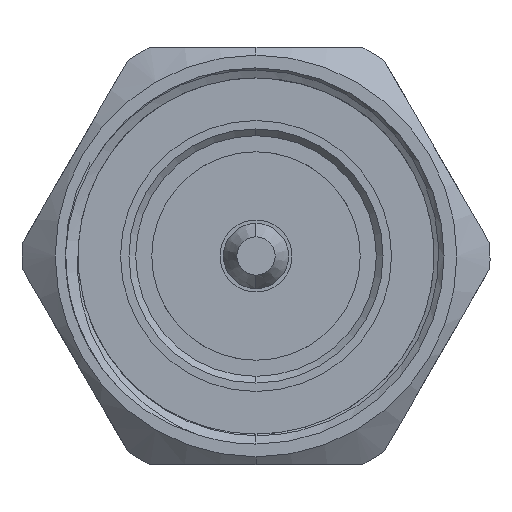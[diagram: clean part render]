
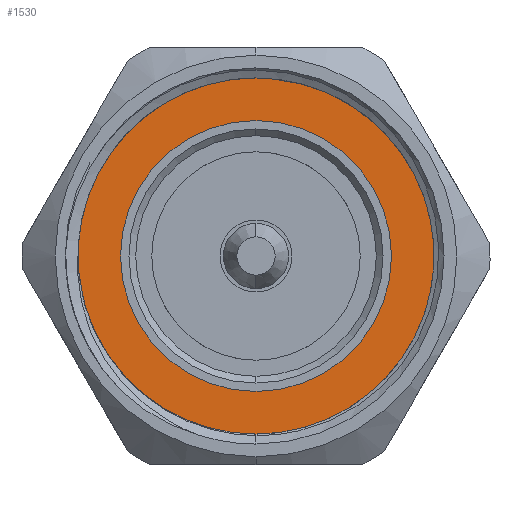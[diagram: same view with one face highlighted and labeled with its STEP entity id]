
A CAD part, left-side view. The second image highlights one B-rep face of the part: STEP entity #1530.
In plain terms, the highlighted planar face has unit normal (-1, 0, 0).
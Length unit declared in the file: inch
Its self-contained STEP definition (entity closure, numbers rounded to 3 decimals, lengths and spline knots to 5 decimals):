
#61 = FACE_OUTER_BOUND ( 'NONE', #1278, .T. ) ;
#219 = DIRECTION ( 'NONE',  ( 0., 0., 1. ) ) ;
#230 = DIRECTION ( 'NONE',  ( -1., 0., 0. ) ) ;
#253 = AXIS2_PLACEMENT_3D ( 'NONE', #2739, #3007, #219 ) ;
#294 = CIRCLE ( 'NONE', #2323, 0.57237 ) ;
#333 = AXIS2_PLACEMENT_3D ( 'NONE', #3204, #1672, #945 ) ;
#538 = CARTESIAN_POINT ( 'NONE',  ( 0.39764, 0., 0. ) ) ;
#675 = CARTESIAN_POINT ( 'NONE',  ( 0.39764, 0., 0. ) ) ;
#709 = EDGE_CURVE ( 'NONE', #1670, #3532, #1003, .T. ) ;
#945 = DIRECTION ( 'NONE',  ( 0., 0., 1. ) ) ;
#970 = DIRECTION ( 'NONE',  ( 0., 0., 1. ) ) ;
#994 = DIRECTION ( 'NONE',  ( 0., 0., 1. ) ) ;
#1003 = CIRCLE ( 'NONE', #333, 0.40551 ) ;
#1134 = CARTESIAN_POINT ( 'NONE',  ( 0.39764, 0., -0.40551 ) ) ;
#1278 = EDGE_LOOP ( 'NONE', ( #3249, #2173 ) ) ;
#1451 = EDGE_CURVE ( 'NONE', #3450, #3646, #2796, .T. ) ;
#1530 = ADVANCED_FACE ( 'NONE', ( #61, #3830 ), #1898, .T. ) ;
#1602 = DIRECTION ( 'NONE',  ( -1., 0., 0. ) ) ;
#1670 = VERTEX_POINT ( 'NONE', #1134 ) ;
#1672 = DIRECTION ( 'NONE',  ( -1., 0., 0. ) ) ;
#1798 = DIRECTION ( 'NONE',  ( 0., 0., 1. ) ) ;
#1806 = CARTESIAN_POINT ( 'NONE',  ( 0.39764, 0., 0.57237 ) ) ;
#1831 = CIRCLE ( 'NONE', #253, 0.40551 ) ;
#1898 = PLANE ( 'NONE',  #2362 ) ;
#2042 = CARTESIAN_POINT ( 'NONE',  ( 0.39764, 0., 0.40551 ) ) ;
#2173 = ORIENTED_EDGE ( 'NONE', *, *, #3059, .T. ) ;
#2312 = CARTESIAN_POINT ( 'NONE',  ( 0.39764, 0., -0.57237 ) ) ;
#2323 = AXIS2_PLACEMENT_3D ( 'NONE', #538, #230, #1798 ) ;
#2362 = AXIS2_PLACEMENT_3D ( 'NONE', #3752, #3528, #970 ) ;
#2572 = ORIENTED_EDGE ( 'NONE', *, *, #3492, .F. ) ;
#2739 = CARTESIAN_POINT ( 'NONE',  ( 0.39764, 0., 0. ) ) ;
#2796 = CIRCLE ( 'NONE', #3919, 0.57237 ) ;
#2894 = ORIENTED_EDGE ( 'NONE', *, *, #709, .F. ) ;
#3007 = DIRECTION ( 'NONE',  ( -1., 0., 0. ) ) ;
#3059 = EDGE_CURVE ( 'NONE', #3646, #3450, #294, .T. ) ;
#3099 = EDGE_LOOP ( 'NONE', ( #2894, #2572 ) ) ;
#3204 = CARTESIAN_POINT ( 'NONE',  ( 0.39764, 0., 0. ) ) ;
#3249 = ORIENTED_EDGE ( 'NONE', *, *, #1451, .T. ) ;
#3450 = VERTEX_POINT ( 'NONE', #1806 ) ;
#3492 = EDGE_CURVE ( 'NONE', #3532, #1670, #1831, .T. ) ;
#3528 = DIRECTION ( 'NONE',  ( -1., 0., 0. ) ) ;
#3532 = VERTEX_POINT ( 'NONE', #2042 ) ;
#3646 = VERTEX_POINT ( 'NONE', #2312 ) ;
#3752 = CARTESIAN_POINT ( 'NONE',  ( 0.39764, 0., 0. ) ) ;
#3830 = FACE_BOUND ( 'NONE', #3099, .T. ) ;
#3919 = AXIS2_PLACEMENT_3D ( 'NONE', #675, #1602, #994 ) ;
